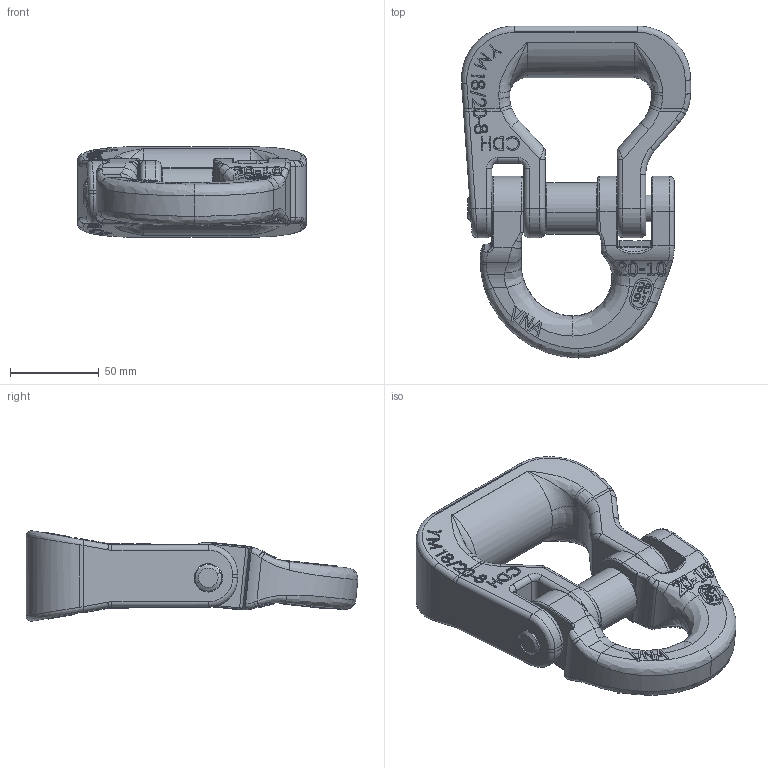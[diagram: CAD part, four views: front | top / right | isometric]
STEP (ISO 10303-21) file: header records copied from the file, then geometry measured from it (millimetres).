
FILE_DESCRIPTION(('CATIA V5 STEP Exchange'),'2;1');
FILE_NAME('X-016-20.stp','2019-07-23T02:58:40+00:00',('none'),('none'),'CATIA Version 5 Release 21 GA (IN-10)','CATIA V5 STEP AP203','none');
FILE_SCHEMA(('CONFIG_CONTROL_DESIGN'));
Length unit declared in the file: millimetre
Products named in the file (1): X-016-20
Assembly tree (2 placements, depth 2):
  X-016-20
    #58
    #28492
Bounding box: 128.86 x 186.67 x 50.82 mm (x, y, z)
Volume: 446783.2 mm3; surface area: 79441.2 mm2
Topology: 4 solids, 4 shells, 1043 faces, 3012 edges, 2004 vertices
Faces by surface type: bspline 437, plane 378, cylinder 185, torus 39, cone 4
Entity records: 47213 total; most frequent: CARTESIAN_POINT 24631, ORIENTED_EDGE 6008, EDGE_CURVE 3004, DIRECTION 2450, VERTEX_POINT 2004, B_SPLINE_CURVE_WITH_KNOTS 1710, EDGE_LOOP 1092, ADVANCED_FACE 1043
